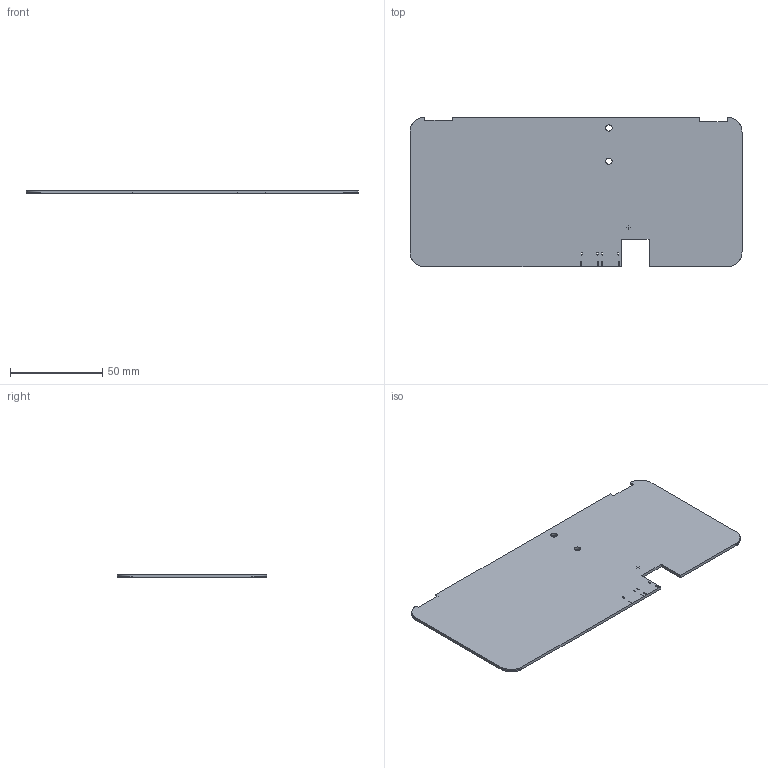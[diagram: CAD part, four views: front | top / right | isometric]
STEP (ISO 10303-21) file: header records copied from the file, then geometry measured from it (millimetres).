
FILE_DESCRIPTION(('KiCad electronic assembly'),'2;1');
FILE_NAME('Witchcraft-AA.step','2023-06-09T10:12:57',('Pcbnew'),('Kicad' ),'Open CASCADE STEP processor 7.6','KiCad to STEP converter', 'Unknown');
FILE_SCHEMA(('AUTOMOTIVE_DESIGN { 1 0 10303 214 1 1 1 1 }'));
Length unit declared in the file: millimetre
Products named in the file (2): Witchcraft-AA 1; Witchcraft-AA PCB
Assembly tree (1 placements, depth 2):
  Witchcraft-AA 1
    Witchcraft-AA PCB
Bounding box: 180 x 81 x 1.6 mm (x, y, z)
Volume: 22741.4 mm3; surface area: 29395.9 mm2
Topology: 1 solids, 1 shells, 272 faces, 810 edges, 540 vertices
Faces by surface type: plane 265, cylinder 7
Full cylindrical faces by diameter (mm): 0.2 x5, 3.4 x2
Entity records: 19627 total; most frequent: CARTESIAN_POINT 3328, DIRECTION 2978, LINE 2402, VECTOR 2402, ORIENTED_EDGE 1620, PCURVE 1620, DEFINITIONAL_REPRESENTATION 1620, EDGE_CURVE 810
